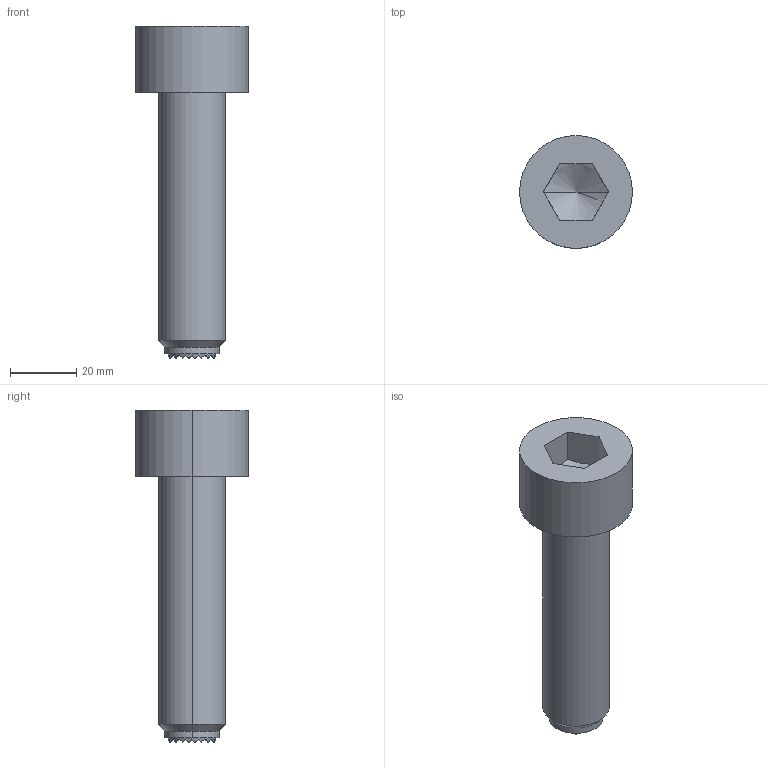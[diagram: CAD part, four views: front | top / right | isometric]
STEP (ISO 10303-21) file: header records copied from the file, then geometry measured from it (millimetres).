
FILE_DESCRIPTION(('STEP AP214'),'1');
FILE_NAME(' ',' ',('TraceParts'),('TraceParts S.A.'),'XStep 1.0',' ',' ');
FILE_SCHEMA(('automotive_design'));
Length unit declared in the file: millimetre
Products named in the file (2): 1; 2
Bounding box: 34 x 34 x 100 mm (x, y, z)
Volume: 40853 mm3; surface area: 10155.2 mm2
Topology: 2 solids, 2 shells, 273 faces, 574 edges, 303 vertices
Faces by surface type: plane 261, cylinder 6, cone 4, sphere 2
Entity records: 13476 total; most frequent: DIRECTION 1204, CARTESIAN_POINT 1160, STYLED_ITEM 1148, PRESENTATION_STYLE_ASSIGNMENT 1148, COLOUR_RGB 1148, ORIENTED_EDGE 1140, EDGE_CURVE 570, CURVE_STYLE 570
